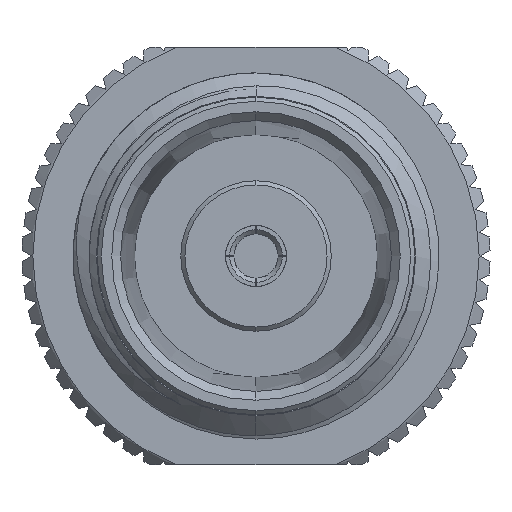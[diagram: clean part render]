
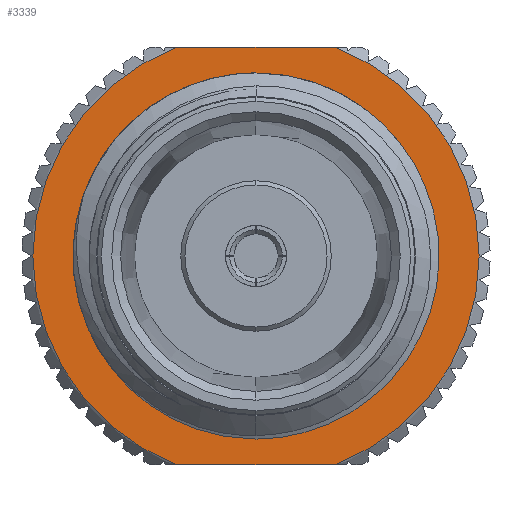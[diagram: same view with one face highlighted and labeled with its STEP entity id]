
A CAD part, left-side view. The second image highlights one B-rep face of the part: STEP entity #3339.
In plain terms, the highlighted planar face has unit normal (-1, 0, 0).
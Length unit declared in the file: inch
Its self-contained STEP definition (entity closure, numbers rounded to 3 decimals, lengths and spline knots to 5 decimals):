
#182 = EDGE_CURVE ( 'NONE', #8318, #6722, #425, .T. ) ;
#425 = LINE ( 'NONE', #7888, #5044 ) ;
#693 = CARTESIAN_POINT ( 'NONE',  ( 0.46487, 0., -0.19 ) ) ;
#753 = VERTEX_POINT ( 'NONE', #5984 ) ;
#1187 = EDGE_CURVE ( 'NONE', #6675, #8577, #3607, .T. ) ;
#1338 = DIRECTION ( 'NONE',  ( -1., 0., 0. ) ) ;
#1464 = DIRECTION ( 'NONE',  ( 0., 0., 1. ) ) ;
#1688 = CARTESIAN_POINT ( 'NONE',  ( 0.46487, 0., 0. ) ) ;
#1849 = DIRECTION ( 'NONE',  ( 0., 0., 1. ) ) ;
#1958 = DIRECTION ( 'NONE',  ( 1., 0., 0. ) ) ;
#2121 = DIRECTION ( 'NONE',  ( 0., 0., 1. ) ) ;
#2197 = EDGE_CURVE ( 'NONE', #5266, #6722, #7091, .T. ) ;
#2337 = ORIENTED_EDGE ( 'NONE', *, *, #6084, .T. ) ;
#2719 = FACE_OUTER_BOUND ( 'NONE', #7088, .T. ) ;
#2848 = CARTESIAN_POINT ( 'NONE',  ( 0.46487, 0., 0. ) ) ;
#2971 = CARTESIAN_POINT ( 'NONE',  ( 0.46487, 0.09362, -0.25 ) ) ;
#3164 = DIRECTION ( 'NONE',  ( 0., 0., -1. ) ) ;
#3339 = ADVANCED_FACE ( 'NONE', ( #8117, #2719 ), #5043, .T. ) ;
#3607 = CIRCLE ( 'NONE', #5345, 0.19 ) ;
#3745 = CARTESIAN_POINT ( 'NONE',  ( 0.46487, 0.09362, 0.25 ) ) ;
#3885 = ORIENTED_EDGE ( 'NONE', *, *, #4205, .F. ) ;
#3889 = CARTESIAN_POINT ( 'NONE',  ( 0.46487, -0.09362, 0.25 ) ) ;
#4205 = EDGE_CURVE ( 'NONE', #8318, #753, #5220, .T. ) ;
#4307 = CARTESIAN_POINT ( 'NONE',  ( 0.46487, 0., 0. ) ) ;
#4441 = CARTESIAN_POINT ( 'NONE',  ( 0.46487, 0., 0. ) ) ;
#4678 = LINE ( 'NONE', #7653, #6392 ) ;
#5043 = PLANE ( 'NONE',  #6002 ) ;
#5044 = VECTOR ( 'NONE', #9420, 39.37008 ) ;
#5086 = CIRCLE ( 'NONE', #8889, 0.19 ) ;
#5220 = CIRCLE ( 'NONE', #8063, 0.26695 ) ;
#5266 = VERTEX_POINT ( 'NONE', #2971 ) ;
#5345 = AXIS2_PLACEMENT_3D ( 'NONE', #4441, #9087, #1464 ) ;
#5607 = CARTESIAN_POINT ( 'NONE',  ( 0.46487, 0., 0. ) ) ;
#5984 = CARTESIAN_POINT ( 'NONE',  ( 0.46487, -0.09362, -0.25 ) ) ;
#6002 = AXIS2_PLACEMENT_3D ( 'NONE', #4307, #1338, #2121 ) ;
#6084 = EDGE_CURVE ( 'NONE', #8577, #6675, #5086, .T. ) ;
#6392 = VECTOR ( 'NONE', #9181, 39.37008 ) ;
#6467 = AXIS2_PLACEMENT_3D ( 'NONE', #1688, #6984, #3164 ) ;
#6565 = DIRECTION ( 'NONE',  ( 0., 0., -1. ) ) ;
#6598 = ORIENTED_EDGE ( 'NONE', *, *, #1187, .T. ) ;
#6675 = VERTEX_POINT ( 'NONE', #693 ) ;
#6722 = VERTEX_POINT ( 'NONE', #3745 ) ;
#6984 = DIRECTION ( 'NONE',  ( 1., 0., 0. ) ) ;
#7088 = EDGE_LOOP ( 'NONE', ( #3885, #9317, #7898, #7630 ) ) ;
#7091 = CIRCLE ( 'NONE', #6467, 0.26695 ) ;
#7200 = CARTESIAN_POINT ( 'NONE',  ( 0.46487, 0., 0.19 ) ) ;
#7630 = ORIENTED_EDGE ( 'NONE', *, *, #9588, .T. ) ;
#7653 = CARTESIAN_POINT ( 'NONE',  ( 0.46487, -0.35853, -0.25 ) ) ;
#7888 = CARTESIAN_POINT ( 'NONE',  ( 0.46487, -0.35853, 0.25 ) ) ;
#7898 = ORIENTED_EDGE ( 'NONE', *, *, #2197, .F. ) ;
#8063 = AXIS2_PLACEMENT_3D ( 'NONE', #2848, #1958, #6565 ) ;
#8117 = FACE_BOUND ( 'NONE', #9711, .T. ) ;
#8318 = VERTEX_POINT ( 'NONE', #3889 ) ;
#8577 = VERTEX_POINT ( 'NONE', #7200 ) ;
#8630 = DIRECTION ( 'NONE',  ( 1., 0., 0. ) ) ;
#8889 = AXIS2_PLACEMENT_3D ( 'NONE', #5607, #8630, #1849 ) ;
#9087 = DIRECTION ( 'NONE',  ( 1., 0., 0. ) ) ;
#9181 = DIRECTION ( 'NONE',  ( 0., -1., 0. ) ) ;
#9317 = ORIENTED_EDGE ( 'NONE', *, *, #182, .T. ) ;
#9420 = DIRECTION ( 'NONE',  ( 0., 1., 0. ) ) ;
#9588 = EDGE_CURVE ( 'NONE', #5266, #753, #4678, .T. ) ;
#9711 = EDGE_LOOP ( 'NONE', ( #2337, #6598 ) ) ;
